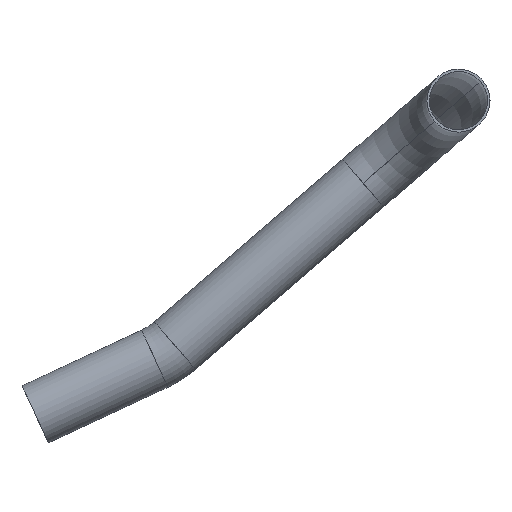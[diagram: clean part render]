
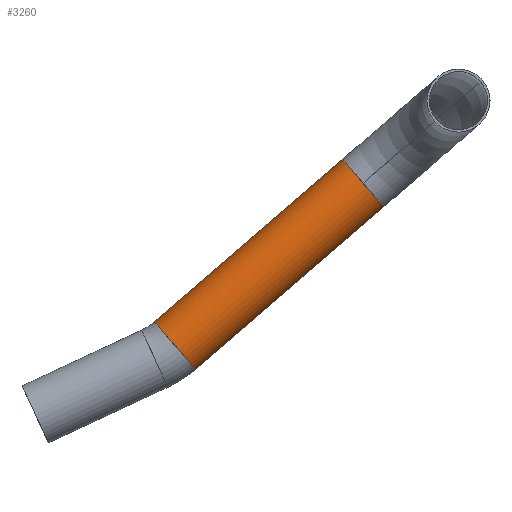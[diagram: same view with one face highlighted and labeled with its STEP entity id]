
A CAD part, front view. The second image highlights one B-rep face of the part: STEP entity #3260.
In plain terms, the highlighted cylindrical face has radius 45 mm (diameter 90 mm), a partial arc.
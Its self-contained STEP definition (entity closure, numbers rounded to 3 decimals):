
#1650=CARTESIAN_POINT('',(180.,0.,-955.));
#1660=VERTEX_POINT('',#1650);
#1830=CARTESIAN_POINT('',(180.,0.,-1000.));
#1840=DIRECTION('',(-1.,0.,0.));
#1850=DIRECTION('',(0.,1.,0.));
#1860=AXIS2_PLACEMENT_3D('',#1830,#1840,#1850);
#1870=CIRCLE('',#1860,45.);
#1880=CARTESIAN_POINT('',(180.,45.,-1000.));
#1890=VERTEX_POINT('',#1880);
#1920=EDGE_CURVE('',#1660,#1890,#1870,.T.);
#2910=CARTESIAN_POINT('',(535.,0.,-1000.));
#2920=DIRECTION('',(-1.,0.,0.));
#2930=DIRECTION('',(0.,-1.,0.));
#2940=AXIS2_PLACEMENT_3D('',#2910,#2920,#2930);
#2950=CYLINDRICAL_SURFACE('',#2940,45.);
#2960=CARTESIAN_POINT('',(535.,-45.,-1000.));
#2970=DIRECTION('',(-1.,0.,0.));
#2980=VECTOR('',#2970,1.);
#2990=LINE('',#2960,#2980);
#3000=CARTESIAN_POINT('',(535.,-45.,-1000.));
#3010=VERTEX_POINT('',#3000);
#3020=CARTESIAN_POINT('',(180.,-45.,-1000.));
#3030=VERTEX_POINT('',#3020);
#3040=EDGE_CURVE('',#3010,#3030,#2990,.T.);
#3050=ORIENTED_EDGE('',*,*,#3040,.F.);
#3060=EDGE_CURVE('',#3030,#1660,#1870,.T.);
#3070=ORIENTED_EDGE('',*,*,#3060,.F.);
#3080=ORIENTED_EDGE('',*,*,#1920,.F.);
#3090=CARTESIAN_POINT('',(535.,45.,-1000.));
#3100=DIRECTION('',(-1.,0.,0.));
#3110=VECTOR('',#3100,1.);
#3120=LINE('',#3090,#3110);
#3130=CARTESIAN_POINT('',(535.,45.,-1000.));
#3140=VERTEX_POINT('',#3130);
#3150=EDGE_CURVE('',#3140,#1890,#3120,.T.);
#3160=ORIENTED_EDGE('',*,*,#3150,.T.);
#3170=CARTESIAN_POINT('',(535.,0.,-1000.));
#3180=DIRECTION('',(-1.,0.,0.));
#3190=DIRECTION('',(0.,1.,0.));
#3200=AXIS2_PLACEMENT_3D('',#3170,#3180,#3190);
#3210=CIRCLE('',#3200,45.);
#3220=EDGE_CURVE('',#3010,#3140,#3210,.T.);
#3230=ORIENTED_EDGE('',*,*,#3220,.T.);
#3240=EDGE_LOOP('',(#3230,#3160,#3080,#3070,#3050));
#3250=FACE_OUTER_BOUND('',#3240,.T.);
#3260=ADVANCED_FACE('',(#3250),#2950,.T.);
